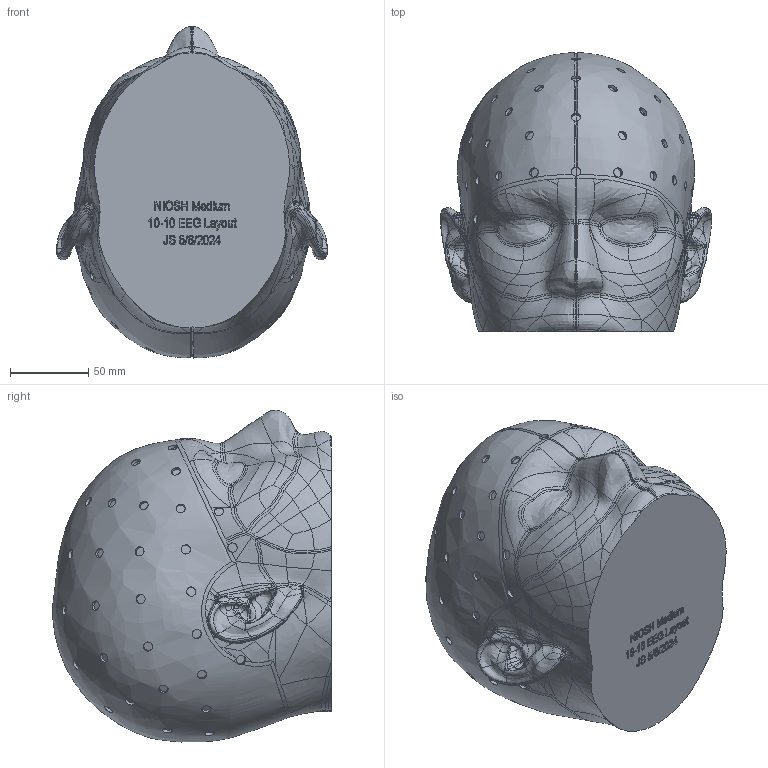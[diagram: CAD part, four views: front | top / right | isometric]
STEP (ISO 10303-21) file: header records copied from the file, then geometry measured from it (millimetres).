
FILE_DESCRIPTION (( 'STEP AP203' ), '1' );
FILE_NAME ('NIOSH medium 10-10 EEG layout headform.STEP', '2024-11-14T22:44:09', ( '' ), ( '' ), 'SwSTEP 2.0', 'SolidWorks 2023', '' );
FILE_SCHEMA (( 'CONFIG_CONTROL_DESIGN' ));
Products named in the file (1): NIOSH medium 10-10 EEG layout headform
Bounding box: 172.98 x 178.3 x 212.18 mm (x, y, z)
Volume: 3294090.2 mm3; surface area: 124580.8 mm2
Topology: 1 solids, 1 shells, 1268 faces, 2901 edges, 1733 vertices
Faces by surface type: bspline 863, plane 329, cylinder 76
Full cylindrical faces by diameter (mm): 6 x58
Entity records: 203242 total; most frequent: CARTESIAN_POINT 181648, ORIENTED_EDGE 5670, EDGE_CURVE 2835, B_SPLINE_CURVE_WITH_KNOTS 1923, DIRECTION 1782, VERTEX_POINT 1725, EDGE_LOOP 1424, FACE_OUTER_BOUND 1326
